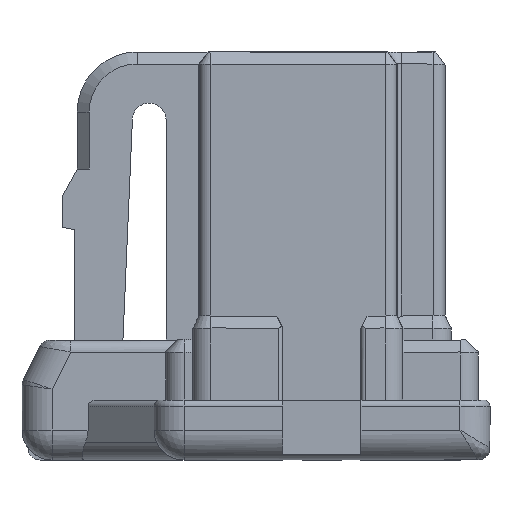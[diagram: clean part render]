
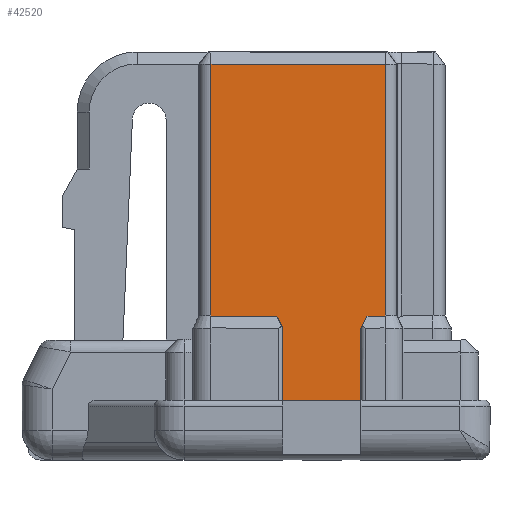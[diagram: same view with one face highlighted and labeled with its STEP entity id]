
A CAD part, left-side view. The second image highlights one B-rep face of the part: STEP entity #42520.
In plain terms, the highlighted planar face has unit normal (-1, 0, 0).
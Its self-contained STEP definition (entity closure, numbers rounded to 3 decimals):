
#14107=DIRECTION('',(0.,0.,1.));
#14108=VECTOR('',#14107,1.2);
#14109=CARTESIAN_POINT('',(-10.5,0.65,-2.4));
#14110=LINE('',#14109,#14108);
#14111=DIRECTION('',(0.,-1.,0.));
#14112=VECTOR('',#14111,1.1);
#14113=CARTESIAN_POINT('',(-10.5,1.85,
-1.));
#14114=LINE('',#14113,#14112);
#14115=DIRECTION('',(0.,0.,-1.));
#14116=VECTOR('',#14115,4.2);
#14117=CARTESIAN_POINT('',(-10.5,1.85,
3.2));
#14118=LINE('',#14117,#14116);
#14119=DIRECTION('',(0.,1.,0.));
#14120=VECTOR('',#14119,2.9);
#14121=CARTESIAN_POINT('',(-10.5,-1.05,
3.2));
#14122=LINE('',#14121,#14120);
#14123=DIRECTION('',(0.,0.,-1.));
#14124=VECTOR('',#14123,4.2);
#14125=CARTESIAN_POINT('',(-10.5,-1.05,
3.2));
#14126=LINE('',#14125,#14124);
#14127=DIRECTION('',(0.,-1.,0.));
#14128=VECTOR('',#14127,0.3);
#14129=CARTESIAN_POINT('',(-10.5,-0.75,-1.));
#14130=LINE('',#14129,#14128);
#14131=DIRECTION('',(0.,0.,1.));
#14132=VECTOR('',#14131,1.2);
#14133=CARTESIAN_POINT('',(-10.5,-0.65,-2.4));
#14134=LINE('',#14133,#14132);
#14135=DIRECTION('',(0.,-1.,0.));
#14136=VECTOR('',#14135,1.3);
#14137=CARTESIAN_POINT('',(-10.5,0.65,-2.4));
#14138=LINE('',#14137,#14136);
#14151=DIRECTION('',(0.,-0.447,-0.894));
#14152=VECTOR('',#14151,0.224);
#14153=CARTESIAN_POINT('',(-10.5,0.75,-1.));
#14154=LINE('',#14153,#14152);
#15915=DIRECTION('',(0.,-0.447,0.894));
#15916=VECTOR('',#15915,0.224);
#15917=CARTESIAN_POINT('',(-10.5,-0.65,-1.2));
#15918=LINE('',#15917,#15916);
#17245=CARTESIAN_POINT('',(-10.5,0.65,-2.4));
#17246=CARTESIAN_POINT('',(-10.5,-0.65,-2.4));
#17247=VERTEX_POINT('',#17245);
#17248=VERTEX_POINT('',#17246);
#20253=CARTESIAN_POINT('',(-10.5,1.85,3.2));
#20254=VERTEX_POINT('',#20253);
#20257=CARTESIAN_POINT('',(-10.5,-1.05,
3.2));
#20258=VERTEX_POINT('',#20257);
#20367=CARTESIAN_POINT('',(-10.5,-0.75,-1.));
#20368=CARTESIAN_POINT('',(-10.5,-1.05,
-1.));
#20369=VERTEX_POINT('',#20367);
#20370=VERTEX_POINT('',#20368);
#20383=CARTESIAN_POINT('',(-10.5,-0.65,-1.2));
#20384=VERTEX_POINT('',#20383);
#20386=CARTESIAN_POINT('',(-10.5,0.65,-1.2));
#20388=VERTEX_POINT('',#20386);
#20393=CARTESIAN_POINT('',(-10.5,1.85,
-1.));
#20394=CARTESIAN_POINT('',(-10.5,0.75,-1.));
#20395=VERTEX_POINT('',#20393);
#20396=VERTEX_POINT('',#20394);
#42494=CARTESIAN_POINT('',(-10.5,2.05,-3.4));
#42495=DIRECTION('',(-1.,0.,0.));
#42496=DIRECTION('',(0.,-1.,0.));
#42497=AXIS2_PLACEMENT_3D('',#42494,#42495,#42496);
#42498=PLANE('',#42497);
#42500=ORIENTED_EDGE('',*,*,#42499,.T.);
#42502=ORIENTED_EDGE('',*,*,#42501,.F.);
#42504=ORIENTED_EDGE('',*,*,#42503,.F.);
#42505=ORIENTED_EDGE('',*,*,#42485,.F.);
#42507=ORIENTED_EDGE('',*,*,#42506,.F.);
#42509=ORIENTED_EDGE('',*,*,#42508,.T.);
#42511=ORIENTED_EDGE('',*,*,#42510,.F.);
#42513=ORIENTED_EDGE('',*,*,#42512,.F.);
#42515=ORIENTED_EDGE('',*,*,#42514,.F.);
#42517=ORIENTED_EDGE('',*,*,#42516,.F.);
#42518=EDGE_LOOP('',(#42500,#42502,#42504,#42505,#42507,#42509,#42511,#42513,
#42515,#42517));
#42519=FACE_OUTER_BOUND('',#42518,.F.);
#42520=ADVANCED_FACE('',(#42519),#42498,.T.);
#42485=EDGE_CURVE('',#20254,#20395,#14118,.T.);
#42499=EDGE_CURVE('',#17247,#20388,#14110,.T.);
#42501=EDGE_CURVE('',#20396,#20388,#14154,.T.);
#42503=EDGE_CURVE('',#20395,#20396,#14114,.T.);
#42506=EDGE_CURVE('',#20258,#20254,#14122,.T.);
#42508=EDGE_CURVE('',#20258,#20370,#14126,.T.);
#42510=EDGE_CURVE('',#20369,#20370,#14130,.T.);
#42512=EDGE_CURVE('',#20384,#20369,#15918,.T.);
#42514=EDGE_CURVE('',#17248,#20384,#14134,.T.);
#42516=EDGE_CURVE('',#17247,#17248,#14138,.T.);
